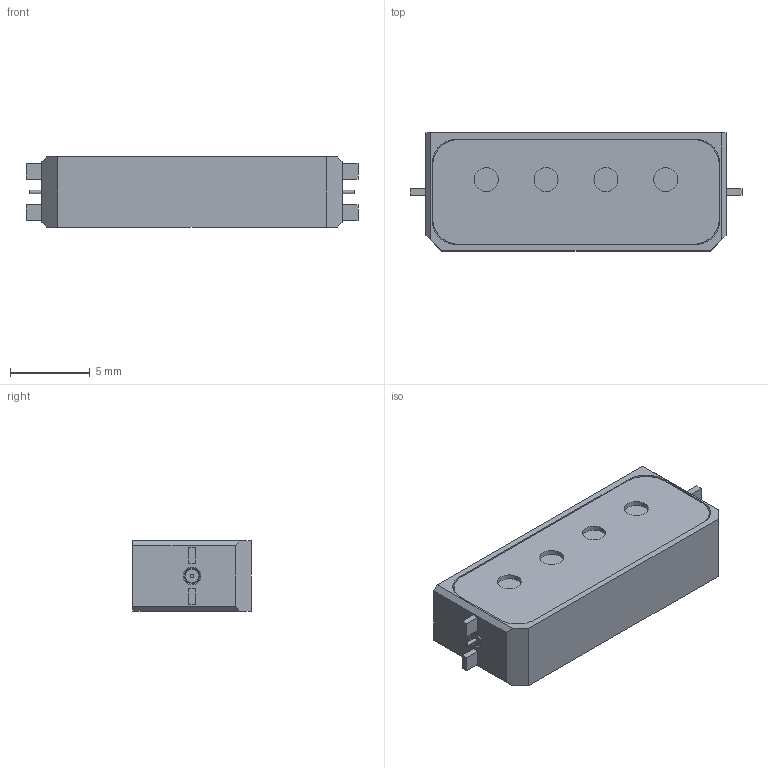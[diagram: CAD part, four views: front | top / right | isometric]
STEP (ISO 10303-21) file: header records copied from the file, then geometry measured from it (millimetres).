
FILE_DESCRIPTION(('STEP AP203'), '1');
FILE_NAME('ÍØÁÀ.434834.014-04_Ôèëüòð ÔÊÏ4-214-04-3,35-140_1', '', ('UNSPECIFIED'), ('UNSPECIFIED'), 'ASCON STEP Converter 1.6', 'ASCON Math Kernel', '');
FILE_SCHEMA(('CONFIG_CONTROL_DESIGN'));
Length unit declared in the file: millimetre
Products named in the file (1): НШБА.434834.014-04_Фильтр ФКП4-214-04-3,35-140
Bounding box: 20.8 x 7.4 x 4.4 mm (x, y, z)
Volume: 599.6 mm3; surface area: 553.7 mm2
Topology: 1 solids, 1 shells, 500 faces, 1303 edges, 868 vertices
Faces by surface type: plane 358, bspline 114, cylinder 26, cone 2
Full cylindrical faces by diameter (mm): 0.2 x2, 0.86 x2, 0.95 x2, 1.5 x4
Entity records: 30380 total; most frequent: CARTESIAN_POINT 14984, ORIENTED_EDGE 2582, DIRECTION 1807, EDGE_CURVE 1291, LINE 929, VECTOR 929, VERTEX_POINT 868, EDGE_LOOP 575
